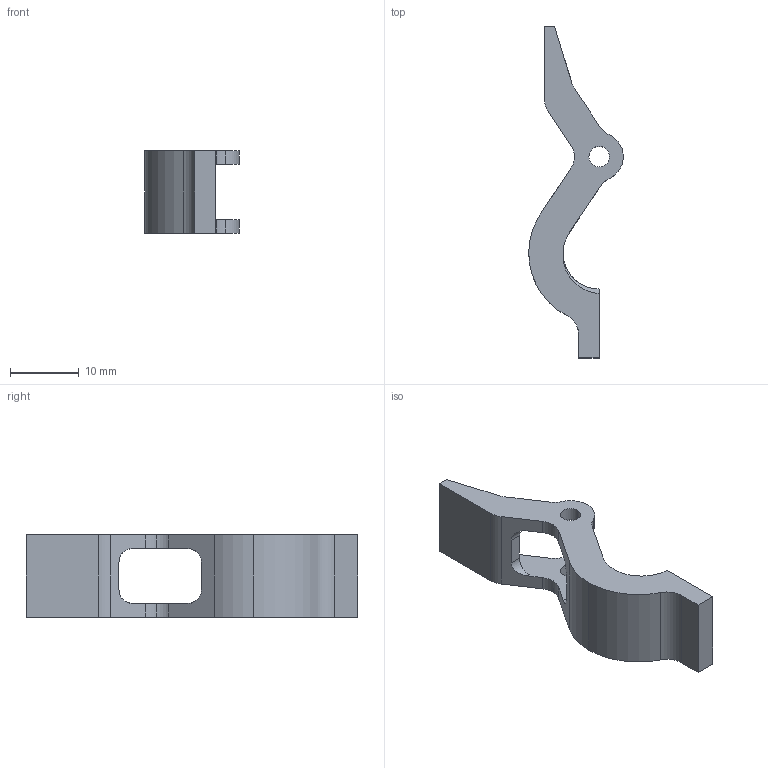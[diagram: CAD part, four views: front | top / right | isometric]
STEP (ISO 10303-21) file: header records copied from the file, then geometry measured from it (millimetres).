
FILE_DESCRIPTION (( 'STEP AP203' ), '1' );
FILE_NAME ('bras_pince.STEP', '2023-01-03T18:01:16', ( '' ), ( '' ), 'SwSTEP 2.0', 'SolidWorks 2021', '' );
FILE_SCHEMA (( 'CONFIG_CONTROL_DESIGN' ));
Length unit declared in the file: millimetre
Products named in the file (1): bras_pince
Bounding box: 13.75 x 48.25 x 12 mm (x, y, z)
Volume: 2157.1 mm3; surface area: 2004.3 mm2
Topology: 1 solids, 1 shells, 84 faces, 251 edges, 167 vertices
Faces by surface type: cylinder 41, bspline 25, plane 18
Entity records: 11363 total; most frequent: CARTESIAN_POINT 9282, ORIENTED_EDGE 502, DIRECTION 326, EDGE_CURVE 251, VERTEX_POINT 167, LINE 118, VECTOR 118, AXIS2_PLACEMENT_3D 104
